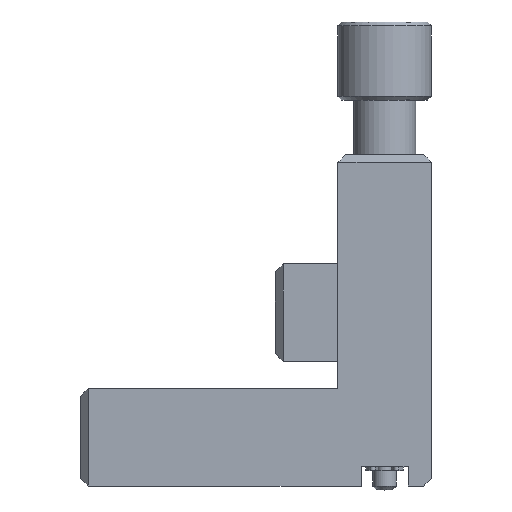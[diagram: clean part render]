
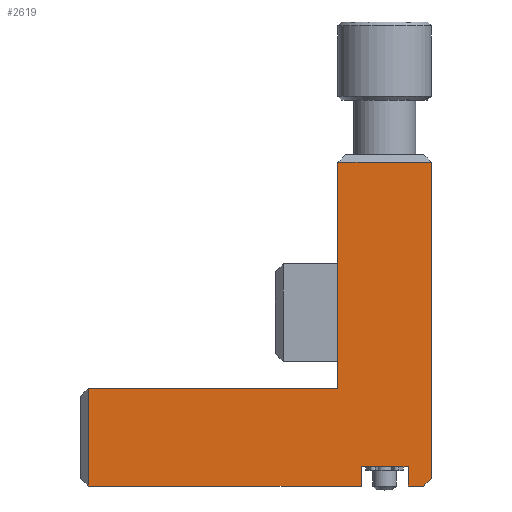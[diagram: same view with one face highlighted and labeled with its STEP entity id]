
A CAD part, top view. The second image highlights one B-rep face of the part: STEP entity #2619.
In plain terms, the highlighted planar face has unit normal (0, 0, 1).
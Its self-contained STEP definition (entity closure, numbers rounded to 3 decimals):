
#30 = ORIENTED_EDGE ( 'NONE', *, *, #336, .F. ) ;
#58 = VERTEX_POINT ( 'NONE', #3666 ) ;
#102 = VECTOR ( 'NONE', #3679, 1000. ) ;
#131 = CARTESIAN_POINT ( 'NONE',  ( 36., 2.5, 12.5 ) ) ;
#156 = EDGE_CURVE ( 'NONE', #2608, #273, #452, .T. ) ;
#220 = LINE ( 'NONE', #3544, #3733 ) ;
#268 = AXIS2_PLACEMENT_3D ( 'NONE', #3731, #996, #1711 ) ;
#273 = VERTEX_POINT ( 'NONE', #1708 ) ;
#277 = LINE ( 'NONE', #1865, #3388 ) ;
#310 = LINE ( 'NONE', #3069, #2211 ) ;
#329 = DIRECTION ( 'NONE',  ( -1., 0., 0. ) ) ;
#336 = EDGE_CURVE ( 'NONE', #2031, #1796, #220, .T. ) ;
#360 = LINE ( 'NONE', #3141, #3420 ) ;
#389 = VERTEX_POINT ( 'NONE', #3299 ) ;
#408 = LINE ( 'NONE', #1605, #102 ) ;
#452 = LINE ( 'NONE', #2292, #2413 ) ;
#455 = CARTESIAN_POINT ( 'NONE',  ( 33., 41.5, 12.5 ) ) ;
#705 = VECTOR ( 'NONE', #2349, 1000. ) ;
#754 = DIRECTION ( 'NONE',  ( 1., 0., 0. ) ) ;
#765 = VECTOR ( 'NONE', #3524, 1000. ) ;
#870 = DIRECTION ( 'NONE',  ( 0., -1., 0. ) ) ;
#907 = ORIENTED_EDGE ( 'NONE', *, *, #156, .T. ) ;
#996 = DIRECTION ( 'NONE',  ( 0., 0., -1. ) ) ;
#1048 = DIRECTION ( 'NONE',  ( 0., 1., 0. ) ) ;
#1073 = VERTEX_POINT ( 'NONE', #2914 ) ;
#1108 = CARTESIAN_POINT ( 'NONE',  ( 45., 1., 12.5 ) ) ;
#1144 = ORIENTED_EDGE ( 'NONE', *, *, #1837, .T. ) ;
#1291 = ORIENTED_EDGE ( 'NONE', *, *, #2503, .T. ) ;
#1306 = PLANE ( 'NONE',  #268 ) ;
#1344 = ORIENTED_EDGE ( 'NONE', *, *, #2422, .T. ) ;
#1369 = CARTESIAN_POINT ( 'NONE',  ( 44., 0., 12.5 ) ) ;
#1393 = EDGE_LOOP ( 'NONE', ( #1144, #1408, #907, #1344, #1460, #1735, #3296, #1291, #30, #3233, #2596 ) ) ;
#1408 = ORIENTED_EDGE ( 'NONE', *, *, #2700, .T. ) ;
#1425 = LINE ( 'NONE', #1108, #765 ) ;
#1460 = ORIENTED_EDGE ( 'NONE', *, *, #3762, .F. ) ;
#1520 = VERTEX_POINT ( 'NONE', #2050 ) ;
#1553 = VERTEX_POINT ( 'NONE', #455 ) ;
#1605 = CARTESIAN_POINT ( 'NONE',  ( 33., 42.5, 12.5 ) ) ;
#1617 = FACE_OUTER_BOUND ( 'NONE', #1393, .T. ) ;
#1708 = CARTESIAN_POINT ( 'NONE',  ( 45., 41.5, 12.5 ) ) ;
#1711 = DIRECTION ( 'NONE',  ( -1., 0., 0. ) ) ;
#1735 = ORIENTED_EDGE ( 'NONE', *, *, #2004, .F. ) ;
#1762 = LINE ( 'NONE', #2989, #3711 ) ;
#1796 = VERTEX_POINT ( 'NONE', #3389 ) ;
#1837 = EDGE_CURVE ( 'NONE', #1520, #2152, #3781, .T. ) ;
#1865 = CARTESIAN_POINT ( 'NONE',  ( 1., 0., 12.5 ) ) ;
#1976 = CARTESIAN_POINT ( 'NONE',  ( 45., 1., 12.5 ) ) ;
#2001 = EDGE_CURVE ( 'NONE', #2031, #58, #1762, .T. ) ;
#2004 = EDGE_CURVE ( 'NONE', #2642, #389, #2621, .T. ) ;
#2031 = VERTEX_POINT ( 'NONE', #131 ) ;
#2050 = CARTESIAN_POINT ( 'NONE',  ( 42., 0., 12.5 ) ) ;
#2064 = CARTESIAN_POINT ( 'NONE',  ( 0., 0., 12.5 ) ) ;
#2152 = VERTEX_POINT ( 'NONE', #1369 ) ;
#2211 = VECTOR ( 'NONE', #329, 1000. ) ;
#2265 = DIRECTION ( 'NONE',  ( 0., -1., 0. ) ) ;
#2292 = CARTESIAN_POINT ( 'NONE',  ( 45., 0., 12.5 ) ) ;
#2296 = CARTESIAN_POINT ( 'NONE',  ( 0., 0., 12.5 ) ) ;
#2349 = DIRECTION ( 'NONE',  ( 1., 0., 0. ) ) ;
#2413 = VECTOR ( 'NONE', #1048, 1000. ) ;
#2422 = EDGE_CURVE ( 'NONE', #273, #1553, #310, .T. ) ;
#2503 = EDGE_CURVE ( 'NONE', #1073, #1796, #3203, .T. ) ;
#2580 = VECTOR ( 'NONE', #3137, 1000. ) ;
#2596 = ORIENTED_EDGE ( 'NONE', *, *, #3400, .T. ) ;
#2608 = VERTEX_POINT ( 'NONE', #1976 ) ;
#2619 = ADVANCED_FACE ( 'NONE', ( #1617 ), #1306, .F. ) ;
#2621 = LINE ( 'NONE', #3479, #2580 ) ;
#2642 = VERTEX_POINT ( 'NONE', #2995 ) ;
#2700 = EDGE_CURVE ( 'NONE', #2152, #2608, #1425, .T. ) ;
#2747 = DIRECTION ( 'NONE',  ( 0., -1., 0. ) ) ;
#2914 = CARTESIAN_POINT ( 'NONE',  ( 1., 0., 12.5 ) ) ;
#2989 = CARTESIAN_POINT ( 'NONE',  ( 36., 2.5, 12.5 ) ) ;
#2995 = CARTESIAN_POINT ( 'NONE',  ( 1., 12.5, 12.5 ) ) ;
#3069 = CARTESIAN_POINT ( 'NONE',  ( 0., 41.5, 12.5 ) ) ;
#3137 = DIRECTION ( 'NONE',  ( 1., 0., 0. ) ) ;
#3141 = CARTESIAN_POINT ( 'NONE',  ( 42., 56.365, 12.5 ) ) ;
#3170 = DIRECTION ( 'NONE',  ( 1., 0., 0. ) ) ;
#3203 = LINE ( 'NONE', #2296, #3453 ) ;
#3233 = ORIENTED_EDGE ( 'NONE', *, *, #2001, .T. ) ;
#3264 = EDGE_CURVE ( 'NONE', #2642, #1073, #277, .T. ) ;
#3296 = ORIENTED_EDGE ( 'NONE', *, *, #3264, .T. ) ;
#3299 = CARTESIAN_POINT ( 'NONE',  ( 33., 12.5, 12.5 ) ) ;
#3388 = VECTOR ( 'NONE', #2747, 1000. ) ;
#3389 = CARTESIAN_POINT ( 'NONE',  ( 36., 0., 12.5 ) ) ;
#3400 = EDGE_CURVE ( 'NONE', #58, #1520, #360, .T. ) ;
#3420 = VECTOR ( 'NONE', #2265, 1000. ) ;
#3453 = VECTOR ( 'NONE', #3170, 1000. ) ;
#3479 = CARTESIAN_POINT ( 'NONE',  ( 0., 12.5, 12.5 ) ) ;
#3524 = DIRECTION ( 'NONE',  ( 0.707, 0.707, 0. ) ) ;
#3544 = CARTESIAN_POINT ( 'NONE',  ( 36., 56.365, 12.5 ) ) ;
#3666 = CARTESIAN_POINT ( 'NONE',  ( 42., 2.5, 12.5 ) ) ;
#3679 = DIRECTION ( 'NONE',  ( 0., 1., 0. ) ) ;
#3711 = VECTOR ( 'NONE', #754, 1000. ) ;
#3731 = CARTESIAN_POINT ( 'NONE',  ( 0., 0., 12.5 ) ) ;
#3733 = VECTOR ( 'NONE', #870, 1000. ) ;
#3762 = EDGE_CURVE ( 'NONE', #389, #1553, #408, .T. ) ;
#3781 = LINE ( 'NONE', #2064, #705 ) ;
